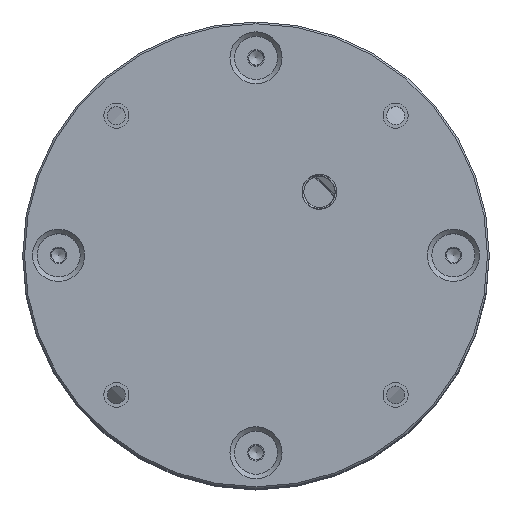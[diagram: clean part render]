
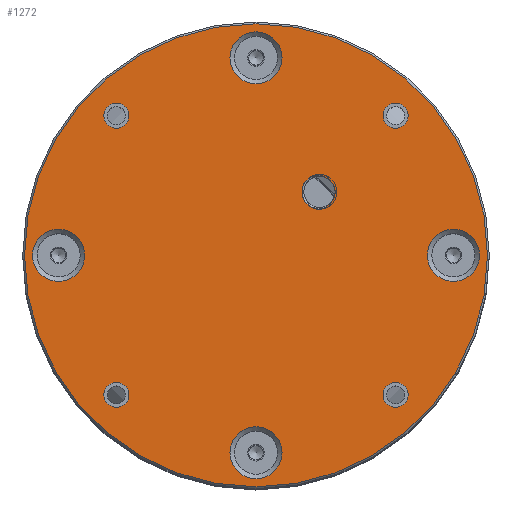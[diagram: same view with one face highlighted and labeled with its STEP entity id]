
A CAD part, top view. The second image highlights one B-rep face of the part: STEP entity #1272.
In plain terms, the highlighted planar face has unit normal (0, 0, 1).
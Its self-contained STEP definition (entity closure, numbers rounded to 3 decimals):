
#411=B_SPLINE_CURVE_WITH_KNOTS('',3,(#7673,#7674,#7675,#7676,#7677,#7678),
 .UNSPECIFIED.,.F.,.F.,(4,2,4),(0.,0.5,1.),.UNSPECIFIED.);
#412=B_SPLINE_CURVE_WITH_KNOTS('',3,(#7683,#7684,#7685,#7686,#7687,#7688),
 .UNSPECIFIED.,.F.,.F.,(4,2,4),(0.,0.5,1.),.UNSPECIFIED.);
#981=PLANE('',#5042);
#1272=ADVANCED_FACE('',(#1742,#1743,#1744,#1745,#1746,#1747,#1748,#1749,
#1750,#1751),#981,.T.);
#1742=FACE_BOUND('',#2265,.T.);
#1743=FACE_BOUND('',#2266,.T.);
#1744=FACE_BOUND('',#2267,.T.);
#1745=FACE_BOUND('',#2268,.T.);
#1746=FACE_BOUND('',#2269,.T.);
#1747=FACE_BOUND('',#2270,.T.);
#1748=FACE_BOUND('',#2271,.T.);
#1749=FACE_BOUND('',#2272,.T.);
#1750=FACE_BOUND('',#2273,.T.);
#1751=FACE_BOUND('',#2274,.T.);
#2265=EDGE_LOOP('',(#3139));
#2266=EDGE_LOOP('',(#3140,#3141,#3142,#3143));
#2267=EDGE_LOOP('',(#3144));
#2268=EDGE_LOOP('',(#3145));
#2269=EDGE_LOOP('',(#3146));
#2270=EDGE_LOOP('',(#3147));
#2271=EDGE_LOOP('',(#3148));
#2272=EDGE_LOOP('',(#3149));
#2273=EDGE_LOOP('',(#3150));
#2274=EDGE_LOOP('',(#3151));
#3139=ORIENTED_EDGE('',*,*,#4117,.T.);
#3140=ORIENTED_EDGE('',*,*,#4118,.F.);
#3141=ORIENTED_EDGE('',*,*,#4119,.F.);
#3142=ORIENTED_EDGE('',*,*,#4120,.F.);
#3143=ORIENTED_EDGE('',*,*,#4121,.F.);
#3144=ORIENTED_EDGE('',*,*,#4122,.T.);
#3145=ORIENTED_EDGE('',*,*,#4123,.T.);
#3146=ORIENTED_EDGE('',*,*,#4124,.T.);
#3147=ORIENTED_EDGE('',*,*,#4125,.T.);
#3148=ORIENTED_EDGE('',*,*,#4126,.T.);
#3149=ORIENTED_EDGE('',*,*,#4127,.T.);
#3150=ORIENTED_EDGE('',*,*,#4128,.T.);
#3151=ORIENTED_EDGE('',*,*,#4129,.T.);
#3656=VERTEX_POINT('',#7672);
#3657=VERTEX_POINT('',#7679);
#3658=VERTEX_POINT('',#7680);
#3659=VERTEX_POINT('',#7682);
#3660=VERTEX_POINT('',#7689);
#3661=VERTEX_POINT('',#7692);
#3662=VERTEX_POINT('',#7694);
#3663=VERTEX_POINT('',#7696);
#3664=VERTEX_POINT('',#7698);
#3665=VERTEX_POINT('',#7700);
#3666=VERTEX_POINT('',#7702);
#3667=VERTEX_POINT('',#7704);
#3668=VERTEX_POINT('',#7706);
#4117=EDGE_CURVE('',#3656,#3656,#4471,.T.);
#4118=EDGE_CURVE('',#3657,#3658,#411,.T.);
#4119=EDGE_CURVE('',#3659,#3657,#4472,.T.);
#4120=EDGE_CURVE('',#3660,#3659,#412,.T.);
#4121=EDGE_CURVE('',#3658,#3660,#4473,.T.);
#4122=EDGE_CURVE('',#3661,#3661,#4474,.T.);
#4123=EDGE_CURVE('',#3662,#3662,#4475,.T.);
#4124=EDGE_CURVE('',#3663,#3663,#4476,.T.);
#4125=EDGE_CURVE('',#3664,#3664,#4477,.T.);
#4126=EDGE_CURVE('',#3665,#3665,#4478,.T.);
#4127=EDGE_CURVE('',#3666,#3666,#4479,.T.);
#4128=EDGE_CURVE('',#3667,#3667,#4480,.T.);
#4129=EDGE_CURVE('',#3668,#3668,#4481,.T.);
#4471=CIRCLE('',#5031,64.5);
#4472=CIRCLE('',#5032,4.365);
#4473=CIRCLE('',#5033,4.864);
#4474=CIRCLE('',#5034,3.5);
#4475=CIRCLE('',#5035,7.25);
#4476=CIRCLE('',#5036,3.5);
#4477=CIRCLE('',#5037,7.25);
#4478=CIRCLE('',#5038,3.5);
#4479=CIRCLE('',#5039,7.25);
#4480=CIRCLE('',#5040,3.5);
#4481=CIRCLE('',#5041,7.25);
#5031=AXIS2_PLACEMENT_3D('',#7671,#6268,#6269);
#5032=AXIS2_PLACEMENT_3D('',#7681,#6270,#6271);
#5033=AXIS2_PLACEMENT_3D('',#7690,#6272,#6273);
#5034=AXIS2_PLACEMENT_3D('',#7691,#6274,#6275);
#5035=AXIS2_PLACEMENT_3D('',#7693,#6276,#6277);
#5036=AXIS2_PLACEMENT_3D('',#7695,#6278,#6279);
#5037=AXIS2_PLACEMENT_3D('',#7697,#6280,#6281);
#5038=AXIS2_PLACEMENT_3D('',#7699,#6282,#6283);
#5039=AXIS2_PLACEMENT_3D('',#7701,#6284,#6285);
#5040=AXIS2_PLACEMENT_3D('',#7703,#6286,#6287);
#5041=AXIS2_PLACEMENT_3D('',#7705,#6288,#6289);
#5042=AXIS2_PLACEMENT_3D('',#7707,#6290,#6291);
#6268=DIRECTION('',(0.,0.,1.));
#6269=DIRECTION('',(1.,0.,0.));
#6270=DIRECTION('',(0.,0.,1.));
#6271=DIRECTION('',(-1.,0.,0.));
#6272=DIRECTION('',(0.,0.,1.));
#6273=DIRECTION('',(1.,0.,0.));
#6274=DIRECTION('',(0.,0.,-1.));
#6275=DIRECTION('',(-1.,0.,0.));
#6276=DIRECTION('',(0.,0.,-1.));
#6277=DIRECTION('',(1.,0.,0.));
#6278=DIRECTION('',(0.,0.,-1.));
#6279=DIRECTION('',(-1.,0.,0.));
#6280=DIRECTION('',(0.,0.,-1.));
#6281=DIRECTION('',(1.,0.,0.));
#6282=DIRECTION('',(0.,0.,-1.));
#6283=DIRECTION('',(-1.,0.,0.));
#6284=DIRECTION('',(0.,0.,-1.));
#6285=DIRECTION('',(1.,0.,0.));
#6286=DIRECTION('',(0.,0.,-1.));
#6287=DIRECTION('',(-1.,0.,0.));
#6288=DIRECTION('',(0.,0.,-1.));
#6289=DIRECTION('',(1.,0.,0.));
#6290=DIRECTION('',(0.,0.,1.));
#6291=DIRECTION('',(1.,0.,0.));
#7671=CARTESIAN_POINT('',(0.,0.,215.));
#7672=CARTESIAN_POINT('',(64.5,0.,215.));
#7673=CARTESIAN_POINT('',(20.846,20.68,215.));
#7674=CARTESIAN_POINT('',(19.946,21.762,215.));
#7675=CARTESIAN_POINT('',(18.528,22.355,215.));
#7676=CARTESIAN_POINT('',(15.744,22.182,215.));
#7677=CARTESIAN_POINT('',(14.407,21.447,215.));
#7678=CARTESIAN_POINT('',(13.586,20.307,215.));
#7679=CARTESIAN_POINT('',(20.846,20.68,215.));
#7680=CARTESIAN_POINT('',(13.586,20.307,215.));
#7681=CARTESIAN_POINT('',(17.678,17.678,215.));
#7682=CARTESIAN_POINT('',(21.301,15.244,215.));
#7683=CARTESIAN_POINT('',(14.148,14.331,215.));
#7684=CARTESIAN_POINT('',(15.155,13.381,215.));
#7685=CARTESIAN_POINT('',(16.585,12.895,215.));
#7686=CARTESIAN_POINT('',(19.315,13.229,215.));
#7687=CARTESIAN_POINT('',(20.613,14.052,215.));
#7688=CARTESIAN_POINT('',(21.301,15.244,215.));
#7689=CARTESIAN_POINT('',(14.148,14.331,215.));
#7690=CARTESIAN_POINT('',(17.678,17.678,215.));
#7691=CARTESIAN_POINT('',(38.891,-38.891,215.));
#7692=CARTESIAN_POINT('',(35.391,-38.891,215.));
#7693=CARTESIAN_POINT('',(0.,-55.,215.));
#7694=CARTESIAN_POINT('',(7.25,-55.,215.));
#7695=CARTESIAN_POINT('',(-38.891,-38.891,215.));
#7696=CARTESIAN_POINT('',(-42.391,-38.891,215.));
#7697=CARTESIAN_POINT('',(-55.,0.,215.));
#7698=CARTESIAN_POINT('',(-47.75,0.,215.));
#7699=CARTESIAN_POINT('',(-38.891,38.891,215.));
#7700=CARTESIAN_POINT('',(-42.391,38.891,215.));
#7701=CARTESIAN_POINT('',(0.,55.,215.));
#7702=CARTESIAN_POINT('',(7.25,55.,215.));
#7703=CARTESIAN_POINT('',(38.891,38.891,215.));
#7704=CARTESIAN_POINT('',(35.391,38.891,215.));
#7705=CARTESIAN_POINT('',(55.,0.,215.));
#7706=CARTESIAN_POINT('',(62.25,0.,215.));
#7707=CARTESIAN_POINT('',(0.,0.,215.));
